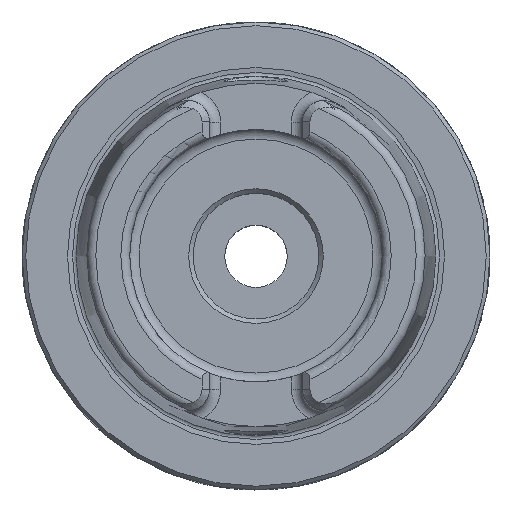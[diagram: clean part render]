
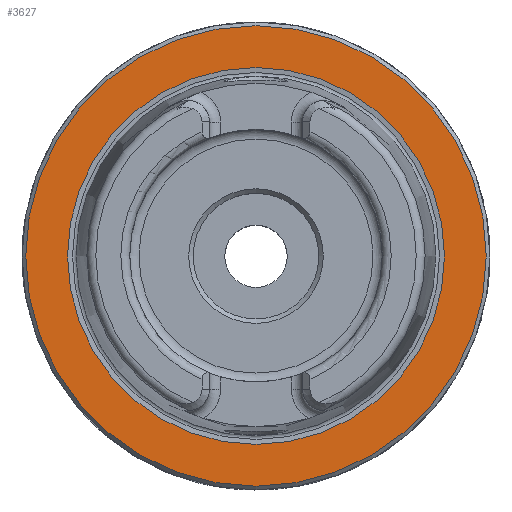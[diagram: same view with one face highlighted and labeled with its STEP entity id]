
A CAD part, top view. The second image highlights one B-rep face of the part: STEP entity #3627.
In plain terms, the highlighted planar face has unit normal (0, 0, 1).
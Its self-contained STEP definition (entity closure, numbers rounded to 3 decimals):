
#355=PLANE('',#3889);
#761=ORIENTED_EDGE('',*,*,#1260,.T.);
#762=ORIENTED_EDGE('',*,*,#1257,.F.);
#1257=EDGE_CURVE('',#1545,#1545,#1748,.T.);
#1260=EDGE_CURVE('',#1548,#1548,#1751,.T.);
#1545=VERTEX_POINT('',#5423);
#1548=VERTEX_POINT('',#5432);
#1748=CIRCLE('',#3884,25.373);
#1751=CIRCLE('',#3890,31.);
#1954=EDGE_LOOP('',(#761));
#1955=EDGE_LOOP('',(#762));
#2207=FACE_BOUND('',#1954,.T.);
#2208=FACE_BOUND('',#1955,.T.);
#3627=ADVANCED_FACE('',(#2207,#2208),#355,.T.);
#3884=AXIS2_PLACEMENT_3D('',#5422,#4410,#4411);
#3889=AXIS2_PLACEMENT_3D('',#5430,#4420,#4421);
#3890=AXIS2_PLACEMENT_3D('',#5431,#4422,#4423);
#4410=DIRECTION('',(0.,0.,1.));
#4411=DIRECTION('',(1.,0.,0.));
#4420=DIRECTION('',(0.,0.,1.));
#4421=DIRECTION('',(1.,0.,0.));
#4422=DIRECTION('',(0.,0.,1.));
#4423=DIRECTION('',(1.,0.,0.));
#5422=CARTESIAN_POINT('',(0.,0.,0.));
#5423=CARTESIAN_POINT('',(25.373,0.,0.));
#5430=CARTESIAN_POINT('',(31.,0.,0.));
#5431=CARTESIAN_POINT('',(0.,0.,0.));
#5432=CARTESIAN_POINT('',(31.,0.,0.));
